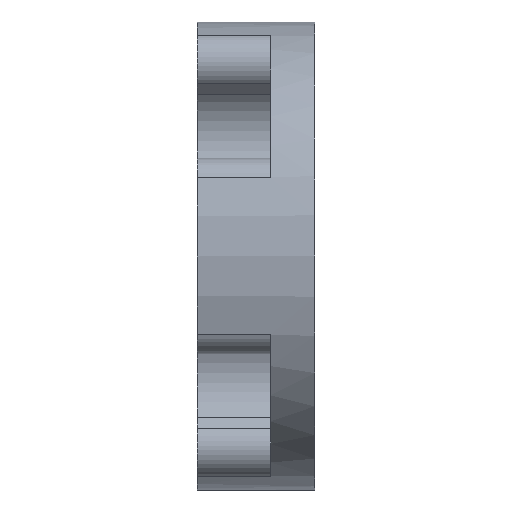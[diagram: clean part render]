
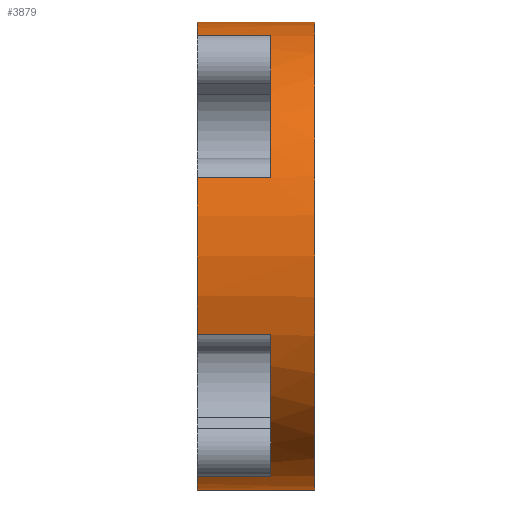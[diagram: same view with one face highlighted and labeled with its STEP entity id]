
A CAD part, left-side view. The second image highlights one B-rep face of the part: STEP entity #3879.
In plain terms, the highlighted cylindrical face has radius 15.985 mm (diameter 31.97 mm), a partial arc.
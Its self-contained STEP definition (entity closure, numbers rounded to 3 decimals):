
#59 = CARTESIAN_POINT ( 'NONE',  ( -15.059, 8., -5.361 ) ) ;
#275 = CARTESIAN_POINT ( 'NONE',  ( 0., 0., 15.985 ) ) ;
#410 = CARTESIAN_POINT ( 'NONE',  ( 0., 0., -15.985 ) ) ;
#450 = CARTESIAN_POINT ( 'NONE',  ( 0., 8., 15.985 ) ) ;
#522 = DIRECTION ( 'NONE',  ( 0., 1., 0. ) ) ;
#834 = CIRCLE ( 'NONE', #1397, 15.985 ) ;
#984 = CYLINDRICAL_SURFACE ( 'NONE', #10716, 15.985 ) ;
#1397 = AXIS2_PLACEMENT_3D ( 'NONE', #2738, #5989, #3851 ) ;
#1718 = EDGE_CURVE ( 'NONE', #4493, #7704, #12656, .T. ) ;
#2032 = VERTEX_POINT ( 'NONE', #275 ) ;
#2210 = LINE ( 'NONE', #3245, #9689 ) ;
#2237 = DIRECTION ( 'NONE',  ( 0., -1., 0. ) ) ;
#2276 = CARTESIAN_POINT ( 'NONE',  ( -5.361, 8., -15.059 ) ) ;
#2379 = LINE ( 'NONE', #2824, #13633 ) ;
#2451 = DIRECTION ( 'NONE',  ( 0., 0., 1. ) ) ;
#2622 = CARTESIAN_POINT ( 'NONE',  ( 0., 8., 0. ) ) ;
#2738 = CARTESIAN_POINT ( 'NONE',  ( 0., 0., 0. ) ) ;
#2757 = EDGE_CURVE ( 'NONE', #12991, #2032, #834, .T. ) ;
#2824 = CARTESIAN_POINT ( 'NONE',  ( -5.361, 8., 15.059 ) ) ;
#2893 = VECTOR ( 'NONE', #7566, 1000. ) ;
#3160 = AXIS2_PLACEMENT_3D ( 'NONE', #9876, #6576, #8730 ) ;
#3245 = CARTESIAN_POINT ( 'NONE',  ( -5.361, 8., -15.059 ) ) ;
#3248 = CARTESIAN_POINT ( 'NONE',  ( 0., 8., 15.985 ) ) ;
#3262 = DIRECTION ( 'NONE',  ( 0., 1., 0. ) ) ;
#3404 = CARTESIAN_POINT ( 'NONE',  ( 0., 3., 0. ) ) ;
#3696 = EDGE_CURVE ( 'NONE', #3825, #12991, #13266, .T. ) ;
#3738 = EDGE_CURVE ( 'NONE', #4493, #7051, #8130, .T. ) ;
#3764 = AXIS2_PLACEMENT_3D ( 'NONE', #8955, #13320, #2451 ) ;
#3825 = VERTEX_POINT ( 'NONE', #5602 ) ;
#3851 = DIRECTION ( 'NONE',  ( 0., 0., 1. ) ) ;
#3879 = ADVANCED_FACE ( 'NONE', ( #8452 ), #984, .T. ) ;
#3953 = CARTESIAN_POINT ( 'NONE',  ( -15.059, 3., 5.361 ) ) ;
#3988 = ORIENTED_EDGE ( 'NONE', *, *, #9455, .F. ) ;
#4073 = DIRECTION ( 'NONE',  ( 0., -1., 0. ) ) ;
#4256 = DIRECTION ( 'NONE',  ( 0., 1., 0. ) ) ;
#4274 = EDGE_CURVE ( 'NONE', #11679, #8905, #9971, .T. ) ;
#4305 = VERTEX_POINT ( 'NONE', #2276 ) ;
#4493 = VERTEX_POINT ( 'NONE', #3953 ) ;
#4503 = CIRCLE ( 'NONE', #6897, 15.985 ) ;
#4507 = EDGE_CURVE ( 'NONE', #10963, #7051, #12715, .T. ) ;
#4884 = ORIENTED_EDGE ( 'NONE', *, *, #3738, .T. ) ;
#5067 = VERTEX_POINT ( 'NONE', #8888 ) ;
#5258 = VECTOR ( 'NONE', #5553, 1000. ) ;
#5285 = VECTOR ( 'NONE', #2237, 1000. ) ;
#5553 = DIRECTION ( 'NONE',  ( 0., -1., 0. ) ) ;
#5602 = CARTESIAN_POINT ( 'NONE',  ( 0., 8., -15.985 ) ) ;
#5989 = DIRECTION ( 'NONE',  ( 0., 1., 0. ) ) ;
#6224 = ORIENTED_EDGE ( 'NONE', *, *, #2757, .T. ) ;
#6576 = DIRECTION ( 'NONE',  ( 0., 1., 0. ) ) ;
#6638 = EDGE_LOOP ( 'NONE', ( #13358, #13258, #13505, #12846, #4884, #12353, #6771, #11245, #10613, #3988, #13390, #6224 ) ) ;
#6771 = ORIENTED_EDGE ( 'NONE', *, *, #7866, .T. ) ;
#6897 = AXIS2_PLACEMENT_3D ( 'NONE', #11397, #522, #13731 ) ;
#7051 = VERTEX_POINT ( 'NONE', #13638 ) ;
#7099 = EDGE_CURVE ( 'NONE', #11679, #7704, #2379, .T. ) ;
#7305 = LINE ( 'NONE', #3248, #5285 ) ;
#7566 = DIRECTION ( 'NONE',  ( 0., -1., 0. ) ) ;
#7658 = LINE ( 'NONE', #14102, #2893 ) ;
#7704 = VERTEX_POINT ( 'NONE', #9206 ) ;
#7866 = EDGE_CURVE ( 'NONE', #10963, #12136, #7658, .T. ) ;
#7952 = CARTESIAN_POINT ( 'NONE',  ( -5.361, 8., 15.059 ) ) ;
#7964 = EDGE_CURVE ( 'NONE', #5067, #4305, #2210, .T. ) ;
#8130 = LINE ( 'NONE', #8660, #13598 ) ;
#8173 = EDGE_CURVE ( 'NONE', #5067, #12136, #11562, .T. ) ;
#8452 = FACE_OUTER_BOUND ( 'NONE', #6638, .T. ) ;
#8660 = CARTESIAN_POINT ( 'NONE',  ( -15.059, 8., 5.361 ) ) ;
#8730 = DIRECTION ( 'NONE',  ( 0., 0., 1. ) ) ;
#8888 = CARTESIAN_POINT ( 'NONE',  ( -5.361, 3., -15.059 ) ) ;
#8905 = VERTEX_POINT ( 'NONE', #450 ) ;
#8955 = CARTESIAN_POINT ( 'NONE',  ( 0., 3., 0. ) ) ;
#9206 = CARTESIAN_POINT ( 'NONE',  ( -5.361, 3., 15.059 ) ) ;
#9350 = CARTESIAN_POINT ( 'NONE',  ( 0., 8., 0. ) ) ;
#9455 = EDGE_CURVE ( 'NONE', #3825, #4305, #4503, .T. ) ;
#9648 = DIRECTION ( 'NONE',  ( 0., 1., 0. ) ) ;
#9689 = VECTOR ( 'NONE', #9648, 1000. ) ;
#9710 = CARTESIAN_POINT ( 'NONE',  ( 0., 8., -15.985 ) ) ;
#9876 = CARTESIAN_POINT ( 'NONE',  ( 0., 8., 0. ) ) ;
#9971 = CIRCLE ( 'NONE', #3160, 15.985 ) ;
#10168 = DIRECTION ( 'NONE',  ( 0., 0., -1. ) ) ;
#10219 = DIRECTION ( 'NONE',  ( 0., -1., 0. ) ) ;
#10613 = ORIENTED_EDGE ( 'NONE', *, *, #7964, .T. ) ;
#10716 = AXIS2_PLACEMENT_3D ( 'NONE', #2622, #10219, #10168 ) ;
#10963 = VERTEX_POINT ( 'NONE', #59 ) ;
#11245 = ORIENTED_EDGE ( 'NONE', *, *, #8173, .F. ) ;
#11295 = AXIS2_PLACEMENT_3D ( 'NONE', #3404, #4256, #12046 ) ;
#11397 = CARTESIAN_POINT ( 'NONE',  ( 0., 8., 0. ) ) ;
#11558 = DIRECTION ( 'NONE',  ( 0., 1., 0. ) ) ;
#11562 = CIRCLE ( 'NONE', #11295, 15.985 ) ;
#11679 = VERTEX_POINT ( 'NONE', #7952 ) ;
#12007 = EDGE_CURVE ( 'NONE', #8905, #2032, #7305, .T. ) ;
#12046 = DIRECTION ( 'NONE',  ( 0., 0., 1. ) ) ;
#12136 = VERTEX_POINT ( 'NONE', #13248 ) ;
#12353 = ORIENTED_EDGE ( 'NONE', *, *, #4507, .F. ) ;
#12656 = CIRCLE ( 'NONE', #3764, 15.985 ) ;
#12715 = CIRCLE ( 'NONE', #13108, 15.985 ) ;
#12846 = ORIENTED_EDGE ( 'NONE', *, *, #1718, .F. ) ;
#12991 = VERTEX_POINT ( 'NONE', #410 ) ;
#13108 = AXIS2_PLACEMENT_3D ( 'NONE', #9350, #11558, #13896 ) ;
#13248 = CARTESIAN_POINT ( 'NONE',  ( -15.059, 3., -5.361 ) ) ;
#13258 = ORIENTED_EDGE ( 'NONE', *, *, #4274, .F. ) ;
#13266 = LINE ( 'NONE', #9710, #5258 ) ;
#13320 = DIRECTION ( 'NONE',  ( 0., 1., 0. ) ) ;
#13358 = ORIENTED_EDGE ( 'NONE', *, *, #12007, .F. ) ;
#13390 = ORIENTED_EDGE ( 'NONE', *, *, #3696, .T. ) ;
#13505 = ORIENTED_EDGE ( 'NONE', *, *, #7099, .T. ) ;
#13598 = VECTOR ( 'NONE', #3262, 1000. ) ;
#13633 = VECTOR ( 'NONE', #4073, 1000. ) ;
#13638 = CARTESIAN_POINT ( 'NONE',  ( -15.059, 8., 5.361 ) ) ;
#13731 = DIRECTION ( 'NONE',  ( 0., 0., 1. ) ) ;
#13896 = DIRECTION ( 'NONE',  ( 0., 0., 1. ) ) ;
#14102 = CARTESIAN_POINT ( 'NONE',  ( -15.059, 8., -5.361 ) ) ;
